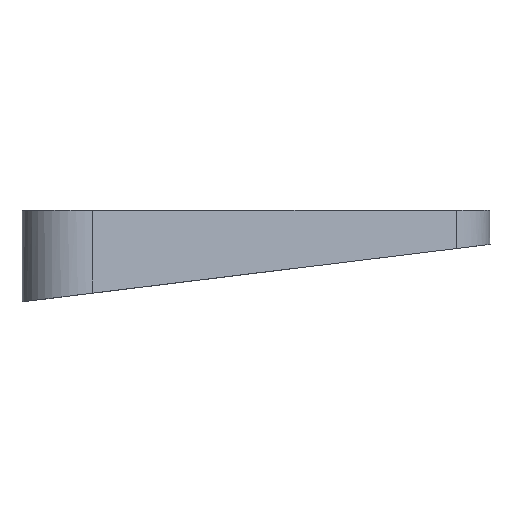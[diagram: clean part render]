
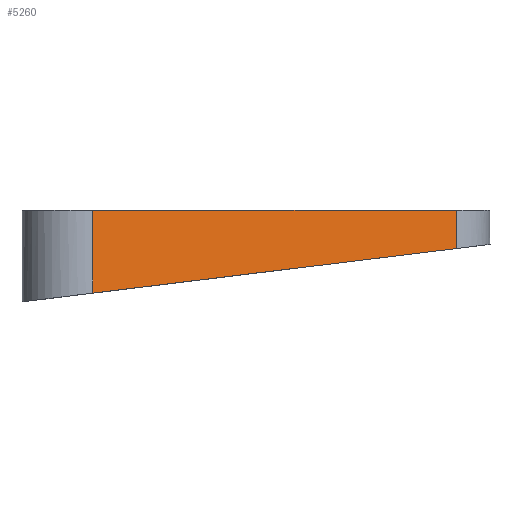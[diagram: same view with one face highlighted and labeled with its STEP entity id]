
A CAD part, left-side view. The second image highlights one B-rep face of the part: STEP entity #5260.
In plain terms, the highlighted planar face has unit normal (-0.935, -0.356, 0).
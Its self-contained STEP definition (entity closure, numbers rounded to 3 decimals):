
#38 = LINE ( 'NONE', #10431, #604 ) ;
#178 = LINE ( 'NONE', #5775, #9081 ) ;
#604 = VECTOR ( 'NONE', #5214, 1000. ) ;
#728 = CARTESIAN_POINT ( 'NONE',  ( 206.186, 22.759, -17.643 ) ) ;
#913 = DIRECTION ( 'NONE',  ( 0., 0., -1. ) ) ;
#1093 = LINE ( 'NONE', #10281, #5419 ) ;
#2287 = CARTESIAN_POINT ( 'NONE',  ( 193.052, 57.264, -14. ) ) ;
#2882 = CARTESIAN_POINT ( 'NONE',  ( 206.186, 22.759, -17.643 ) ) ;
#2986 = CARTESIAN_POINT ( 'NONE',  ( 193.052, 57.264, -21.879 ) ) ;
#3714 = VECTOR ( 'NONE', #6713, 1000. ) ;
#3927 = DIRECTION ( 'NONE',  ( 0.935, 0.356, 0. ) ) ;
#4006 = DIRECTION ( 'NONE',  ( -0.356, 0.935, 0. ) ) ;
#4209 = ORIENTED_EDGE ( 'NONE', *, *, #5466, .F. ) ;
#4317 = VERTEX_POINT ( 'NONE', #2882 ) ;
#4408 = CARTESIAN_POINT ( 'NONE',  ( 206.186, 22.759, -14. ) ) ;
#4816 = VERTEX_POINT ( 'NONE', #2986 ) ;
#5214 = DIRECTION ( 'NONE',  ( 0., 0., 1. ) ) ;
#5260 = ADVANCED_FACE ( 'NONE', ( #7454 ), #10082, .F. ) ;
#5419 = VECTOR ( 'NONE', #913, 1000. ) ;
#5466 = EDGE_CURVE ( 'NONE', #4816, #6572, #38, .T. ) ;
#5736 = EDGE_LOOP ( 'NONE', ( #9612, #9100, #4209, #6573 ) ) ;
#5775 = CARTESIAN_POINT ( 'NONE',  ( 206.186, 22.759, -14. ) ) ;
#6009 = LINE ( 'NONE', #728, #3714 ) ;
#6200 = EDGE_CURVE ( 'NONE', #4317, #4816, #6009, .T. ) ;
#6519 = EDGE_CURVE ( 'NONE', #8597, #6572, #178, .T. ) ;
#6572 = VERTEX_POINT ( 'NONE', #2287 ) ;
#6573 = ORIENTED_EDGE ( 'NONE', *, *, #6200, .F. ) ;
#6713 = DIRECTION ( 'NONE',  ( -0.353, 0.928, -0.114 ) ) ;
#7454 = FACE_OUTER_BOUND ( 'NONE', #5736, .T. ) ;
#8359 = DIRECTION ( 'NONE',  ( -0.356, 0.935, 0. ) ) ;
#8597 = VERTEX_POINT ( 'NONE', #4408 ) ;
#9081 = VECTOR ( 'NONE', #4006, 1000. ) ;
#9100 = ORIENTED_EDGE ( 'NONE', *, *, #6519, .T. ) ;
#9612 = ORIENTED_EDGE ( 'NONE', *, *, #10229, .F. ) ;
#10004 = CARTESIAN_POINT ( 'NONE',  ( 188.611, 68.931, -1.106 ) ) ;
#10062 = AXIS2_PLACEMENT_3D ( 'NONE', #10004, #3927, #8359 ) ;
#10082 = PLANE ( 'NONE',  #10062 ) ;
#10229 = EDGE_CURVE ( 'NONE', #8597, #4317, #1093, .T. ) ;
#10281 = CARTESIAN_POINT ( 'NONE',  ( 206.186, 22.759, -1.106 ) ) ;
#10431 = CARTESIAN_POINT ( 'NONE',  ( 193.052, 57.264, -17.501 ) ) ;
